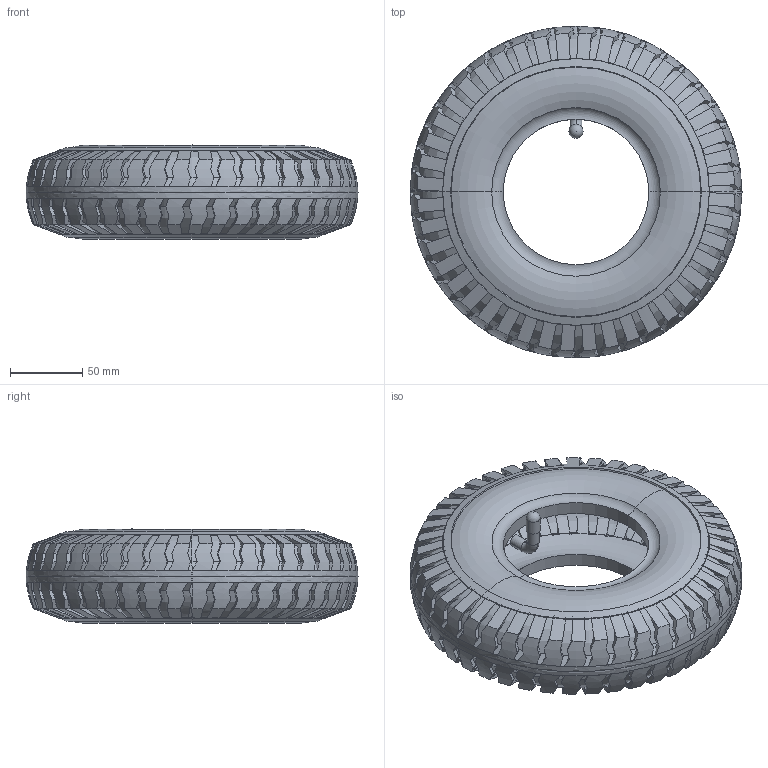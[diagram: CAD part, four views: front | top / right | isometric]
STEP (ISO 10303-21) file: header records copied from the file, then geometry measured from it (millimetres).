
FILE_DESCRIPTION (( 'STEP AP214' ), '1' );
FILE_NAME ('0023818.step', '2022-12-07T12:12:42', ( '' ), ( '' ), 'SwSTEP 2.0', 'SolidWorks 2020', '' );
FILE_SCHEMA (( 'AUTOMOTIVE_DESIGN' ));
Length unit declared in the file: millimetre
Products named in the file (3): 0023818; DS3-230-065-VS1_DECKE; DS3-230-065-VS1_VENTIL_MODEL
Assembly tree (2 placements, depth 2):
  0023818
    DS3-230-065-VS1_DECKE
    DS3-230-065-VS1_VENTIL_MODEL
Bounding box: 230 x 230 x 65.33 mm (x, y, z)
Volume: 2724.2 mm3; surface area: 238318.6 mm2
Topology: 1 solids, 3 shells, 1411 faces, 4497 edges, 2912 vertices
Faces by surface type: plane 970, cone 283, cylinder 111, torus 46, sphere 1
Entity records: 52116 total; most frequent: CARTESIAN_POINT 15973, ORIENTED_EDGE 8984, DIRECTION 5880, EDGE_CURVE 4494, VERTEX_POINT 2910, AXIS2_PLACEMENT_3D 2347, B_SPLINE_CURVE_WITH_KNOTS 2202, EDGE_LOOP 1412
